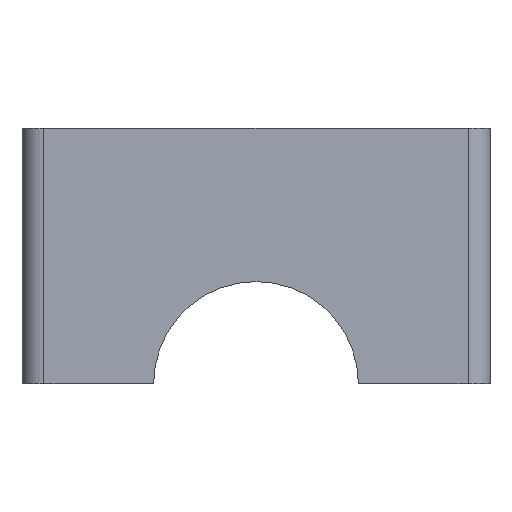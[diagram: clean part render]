
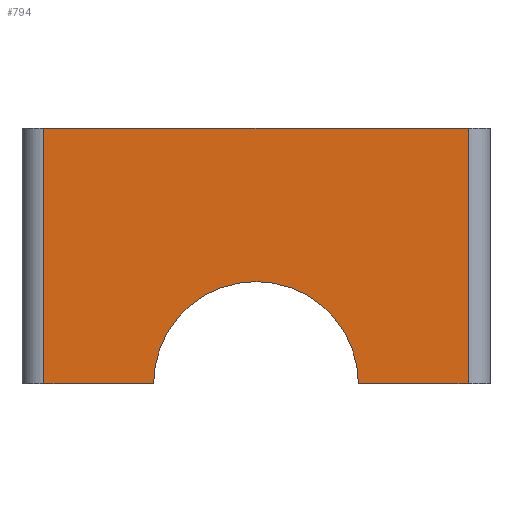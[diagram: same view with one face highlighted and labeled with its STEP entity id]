
A CAD part, front view. The second image highlights one B-rep face of the part: STEP entity #794.
In plain terms, the highlighted planar face has unit normal (0, -1, 0).
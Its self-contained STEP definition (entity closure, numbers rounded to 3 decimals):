
#62=PLANE('',#886);
#102=FACE_OUTER_BOUND('',#152,.T.);
#152=EDGE_LOOP('',(#710,#711,#712,#713,#714,#715));
#191=CIRCLE('',#884,7.);
#207=LINE('',#1303,#260);
#216=LINE('',#1529,#269);
#240=LINE('',#1633,#293);
#241=LINE('',#1636,#294);
#242=LINE('',#1637,#295);
#260=VECTOR('',#960,10.);
#269=VECTOR('',#1009,10.);
#293=VECTOR('',#1085,10.);
#294=VECTOR('',#1088,10.);
#295=VECTOR('',#1089,10.);
#355=VERTEX_POINT('',#1300);
#356=VERTEX_POINT('',#1302);
#373=VERTEX_POINT('',#1526);
#374=VERTEX_POINT('',#1528);
#392=VERTEX_POINT('',#1628);
#393=VERTEX_POINT('',#1635);
#440=EDGE_CURVE('',#356,#355,#207,.T.);
#469=EDGE_CURVE('',#373,#374,#216,.T.);
#502=EDGE_CURVE('',#355,#392,#191,.T.);
#504=EDGE_CURVE('',#356,#373,#240,.T.);
#505=EDGE_CURVE('',#392,#393,#241,.T.);
#506=EDGE_CURVE('',#374,#393,#242,.T.);
#710=ORIENTED_EDGE('',*,*,#504,.F.);
#711=ORIENTED_EDGE('',*,*,#440,.T.);
#712=ORIENTED_EDGE('',*,*,#502,.T.);
#713=ORIENTED_EDGE('',*,*,#505,.T.);
#714=ORIENTED_EDGE('',*,*,#506,.F.);
#715=ORIENTED_EDGE('',*,*,#469,.F.);
#794=ADVANCED_FACE('',(#102),#62,.T.);
#884=AXIS2_PLACEMENT_3D('',#1630,#1080,#1081);
#886=AXIS2_PLACEMENT_3D('',#1634,#1086,#1087);
#960=DIRECTION('',(1.,0.,0.));
#1009=DIRECTION('',(1.,0.,0.));
#1080=DIRECTION('center_axis',(0.,1.,0.));
#1081=DIRECTION('ref_axis',(1.,0.,0.));
#1085=DIRECTION('',(0.,0.,1.));
#1086=DIRECTION('center_axis',(0.,-1.,0.));
#1087=DIRECTION('ref_axis',(1.,0.,0.));
#1088=DIRECTION('',(1.,0.,0.));
#1089=DIRECTION('',(0.,0.,-1.));
#1300=CARTESIAN_POINT('',(-7.,0.,0.));
#1302=CARTESIAN_POINT('',(-14.5,0.,0.));
#1303=CARTESIAN_POINT('',(-16.,0.,0.));
#1526=CARTESIAN_POINT('',(-14.5,0.,17.5));
#1528=CARTESIAN_POINT('',(14.5,0.,17.5));
#1529=CARTESIAN_POINT('',(-16.,0.,17.5));
#1628=CARTESIAN_POINT('',(7.,0.,0.));
#1630=CARTESIAN_POINT('Origin',(0.,0.,0.));
#1633=CARTESIAN_POINT('',(-14.5,0.,0.));
#1634=CARTESIAN_POINT('Origin',(-16.,0.,0.));
#1635=CARTESIAN_POINT('',(14.5,0.,0.));
#1636=CARTESIAN_POINT('',(-16.,0.,0.));
#1637=CARTESIAN_POINT('',(14.5,0.,0.));
